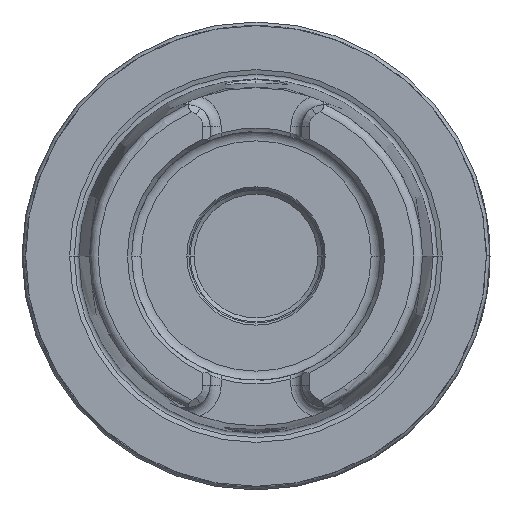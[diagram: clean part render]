
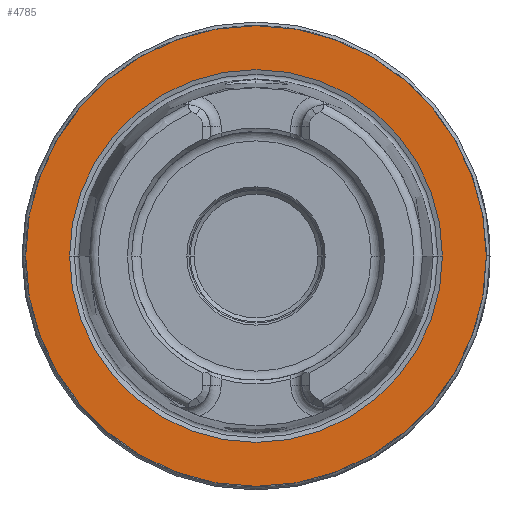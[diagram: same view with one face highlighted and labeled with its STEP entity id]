
A CAD part, left-side view. The second image highlights one B-rep face of the part: STEP entity #4785.
In plain terms, the highlighted planar face has unit normal (-1, 0, 0).
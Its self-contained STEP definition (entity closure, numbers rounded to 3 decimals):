
#1068=CARTESIAN_POINT('',(0.,0.,0.));
#1069=DIRECTION('',(1.,0.,0.));
#1070=DIRECTION('',(0.,1.,0.));
#1071=AXIS2_PLACEMENT_3D('',#1068,#1069,#1070);
#1073=CARTESIAN_POINT('',(0.,0.,0.));
#1074=DIRECTION('',(-1.,0.,0.));
#1075=DIRECTION('',(0.,1.,0.));
#1076=AXIS2_PLACEMENT_3D('',#1073,#1074,#1075);
#1078=CARTESIAN_POINT('',(0.,0.,0.));
#1079=DIRECTION('',(-1.,0.,0.));
#1080=DIRECTION('',(0.,-1.,0.));
#1081=AXIS2_PLACEMENT_3D('',#1078,#1079,#1080);
#1083=CARTESIAN_POINT('',(0.,0.,0.));
#1084=DIRECTION('',(-1.,0.,0.));
#1085=DIRECTION('',(0.,1.,0.));
#1086=AXIS2_PLACEMENT_3D('',#1083,#1084,#1085);
#3019=CARTESIAN_POINT('',(0.,31.5,0.));
#3020=CARTESIAN_POINT('',(0.,-31.5,0.));
#3021=VERTEX_POINT('',#3019);
#3022=VERTEX_POINT('',#3020);
#3047=CARTESIAN_POINT('',(0.,-25.49,0.));
#3048=VERTEX_POINT('',#3047);
#3049=CARTESIAN_POINT('',(0.,25.49,0.));
#3050=VERTEX_POINT('',#3049);
#4770=CARTESIAN_POINT('',(0.,0.,0.));
#4771=DIRECTION('',(1.,0.,0.));
#4772=DIRECTION('',(0.,-1.,0.));
#4773=AXIS2_PLACEMENT_3D('',#4770,#4771,#4772);
#4774=PLANE('',#4773);
#4776=ORIENTED_EDGE('',*,*,#4775,.T.);
#4778=ORIENTED_EDGE('',*,*,#4777,.F.);
#4779=EDGE_LOOP('',(#4776,#4778));
#4780=FACE_OUTER_BOUND('',#4779,.F.);
#4781=ORIENTED_EDGE('',*,*,#4765,.T.);
#4782=ORIENTED_EDGE('',*,*,#4749,.T.);
#4783=EDGE_LOOP('',(#4781,#4782));
#4784=FACE_BOUND('',#4783,.F.);
#4785=ADVANCED_FACE('',(#4780,#4784),#4774,.F.);
#1072=CIRCLE('',#1071,31.5);
#1077=CIRCLE('',#1076,31.5);
#1082=CIRCLE('',#1081,25.49);
#1087=CIRCLE('',#1086,25.49);
#4749=EDGE_CURVE('',#3050,#3048,#1087,.T.);
#4765=EDGE_CURVE('',#3048,#3050,#1082,.T.);
#4775=EDGE_CURVE('',#3021,#3022,#1072,.T.);
#4777=EDGE_CURVE('',#3021,#3022,#1077,.T.);
